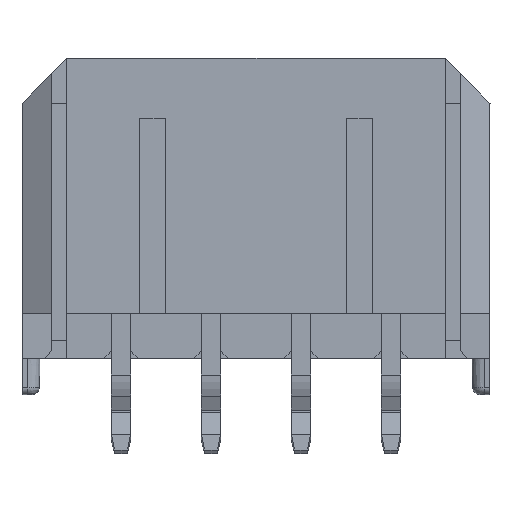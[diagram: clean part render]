
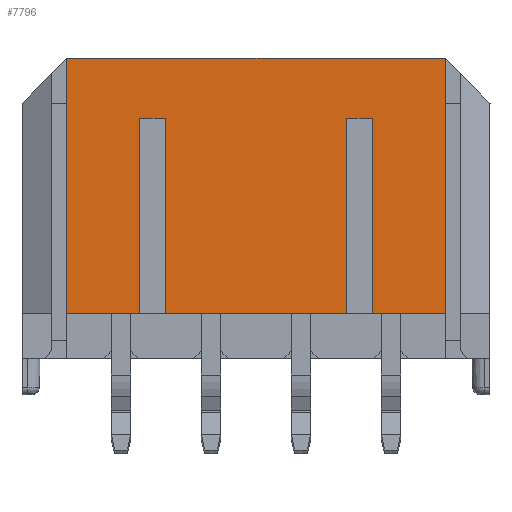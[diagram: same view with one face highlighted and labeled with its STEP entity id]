
A CAD part, top view. The second image highlights one B-rep face of the part: STEP entity #7796.
In plain terms, the highlighted planar face has unit normal (0, 0, 1).
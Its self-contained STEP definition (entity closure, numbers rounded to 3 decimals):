
#1029=DIRECTION('',(0.,1.,0.));
#1030=VECTOR('',#1029,6.5);
#1031=CARTESIAN_POINT('',(-3.025,1.5,3.4));
#1032=LINE('',#1031,#1030);
#1033=DIRECTION('',(-1.,0.,0.));
#1034=VECTOR('',#1033,0.85);
#1035=CARTESIAN_POINT('',(-3.025,8.,3.4));
#1036=LINE('',#1035,#1034);
#1037=DIRECTION('',(0.,-1.,0.));
#1038=VECTOR('',#1037,6.5);
#1039=CARTESIAN_POINT('',(-3.875,8.,3.4));
#1040=LINE('',#1039,#1038);
#1041=DIRECTION('',(1.,0.,0.));
#1042=VECTOR('',#1041,2.425);
#1043=CARTESIAN_POINT('',(-6.3,1.5,3.4));
#1044=LINE('',#1043,#1042);
#1045=DIRECTION('',(0.,1.,0.));
#1046=VECTOR('',#1045,8.5);
#1047=CARTESIAN_POINT('',(-6.3,1.5,3.4));
#1048=LINE('',#1047,#1046);
#1049=DIRECTION('',(-1.,0.,0.));
#1050=VECTOR('',#1049,12.6);
#1051=CARTESIAN_POINT('',(6.3,10.,3.4));
#1052=LINE('',#1051,#1050);
#1053=DIRECTION('',(0.,1.,0.));
#1054=VECTOR('',#1053,8.5);
#1055=CARTESIAN_POINT('',(6.3,1.5,3.4));
#1056=LINE('',#1055,#1054);
#1057=DIRECTION('',(1.,0.,0.));
#1058=VECTOR('',#1057,2.425);
#1059=CARTESIAN_POINT('',(3.875,1.5,3.4));
#1060=LINE('',#1059,#1058);
#1061=DIRECTION('',(0.,1.,0.));
#1062=VECTOR('',#1061,6.5);
#1063=CARTESIAN_POINT('',(3.875,1.5,3.4));
#1064=LINE('',#1063,#1062);
#1065=DIRECTION('',(-1.,0.,0.));
#1066=VECTOR('',#1065,0.85);
#1067=CARTESIAN_POINT('',(3.875,8.,3.4));
#1068=LINE('',#1067,#1066);
#1069=DIRECTION('',(0.,-1.,0.));
#1070=VECTOR('',#1069,6.5);
#1071=CARTESIAN_POINT('',(3.025,8.,3.4));
#1072=LINE('',#1071,#1070);
#1073=DIRECTION('',(1.,0.,0.));
#1074=VECTOR('',#1073,6.05);
#1075=CARTESIAN_POINT('',(-3.025,1.5,3.4));
#1076=LINE('',#1075,#1074);
#4864=CARTESIAN_POINT('',(6.3,10.,3.4));
#4865=VERTEX_POINT('',#4864);
#4882=CARTESIAN_POINT('',(6.3,1.5,3.4));
#4883=VERTEX_POINT('',#4882);
#4888=CARTESIAN_POINT('',(-6.3,1.5,3.4));
#4889=VERTEX_POINT('',#4888);
#4890=CARTESIAN_POINT('',(-6.3,10.,3.4));
#4891=VERTEX_POINT('',#4890);
#5120=CARTESIAN_POINT('',(-3.025,1.5,3.4));
#5121=CARTESIAN_POINT('',(-3.025,8.,3.4));
#5122=VERTEX_POINT('',#5120);
#5123=VERTEX_POINT('',#5121);
#5124=CARTESIAN_POINT('',(-3.875,8.,3.4));
#5125=VERTEX_POINT('',#5124);
#5126=CARTESIAN_POINT('',(-3.875,1.5,3.4));
#5127=VERTEX_POINT('',#5126);
#5128=CARTESIAN_POINT('',(3.875,1.5,3.4));
#5129=CARTESIAN_POINT('',(3.875,8.,3.4));
#5130=VERTEX_POINT('',#5128);
#5131=VERTEX_POINT('',#5129);
#5132=CARTESIAN_POINT('',(3.025,8.,3.4));
#5133=VERTEX_POINT('',#5132);
#5134=CARTESIAN_POINT('',(3.025,1.5,3.4));
#5135=VERTEX_POINT('',#5134);
#7768=CARTESIAN_POINT('',(0.,0.,3.4));
#7769=DIRECTION('',(0.,0.,1.));
#7770=DIRECTION('',(1.,0.,0.));
#7771=AXIS2_PLACEMENT_3D('',#7768,#7769,#7770);
#7772=PLANE('',#7771);
#7774=ORIENTED_EDGE('',*,*,#7773,.T.);
#7776=ORIENTED_EDGE('',*,*,#7775,.T.);
#7778=ORIENTED_EDGE('',*,*,#7777,.T.);
#7779=ORIENTED_EDGE('',*,*,#7717,.F.);
#7781=ORIENTED_EDGE('',*,*,#7780,.T.);
#7783=ORIENTED_EDGE('',*,*,#7782,.F.);
#7785=ORIENTED_EDGE('',*,*,#7784,.F.);
#7786=ORIENTED_EDGE('',*,*,#7688,.F.);
#7788=ORIENTED_EDGE('',*,*,#7787,.T.);
#7790=ORIENTED_EDGE('',*,*,#7789,.T.);
#7792=ORIENTED_EDGE('',*,*,#7791,.T.);
#7793=ORIENTED_EDGE('',*,*,#7680,.F.);
#7794=EDGE_LOOP('',(#7774,#7776,#7778,#7779,#7781,#7783,#7785,#7786,#7788,#7790,
#7792,#7793));
#7795=FACE_OUTER_BOUND('',#7794,.F.);
#7680=EDGE_CURVE('',#5122,#5135,#1076,.T.);
#7688=EDGE_CURVE('',#5130,#4883,#1060,.T.);
#7717=EDGE_CURVE('',#4889,#5127,#1044,.T.);
#7773=EDGE_CURVE('',#5122,#5123,#1032,.T.);
#7775=EDGE_CURVE('',#5123,#5125,#1036,.T.);
#7777=EDGE_CURVE('',#5125,#5127,#1040,.T.);
#7780=EDGE_CURVE('',#4889,#4891,#1048,.T.);
#7782=EDGE_CURVE('',#4865,#4891,#1052,.T.);
#7784=EDGE_CURVE('',#4883,#4865,#1056,.T.);
#7787=EDGE_CURVE('',#5130,#5131,#1064,.T.);
#7789=EDGE_CURVE('',#5131,#5133,#1068,.T.);
#7791=EDGE_CURVE('',#5133,#5135,#1072,.T.);
#7796=ADVANCED_FACE('',(#7795),#7772,.T.);
